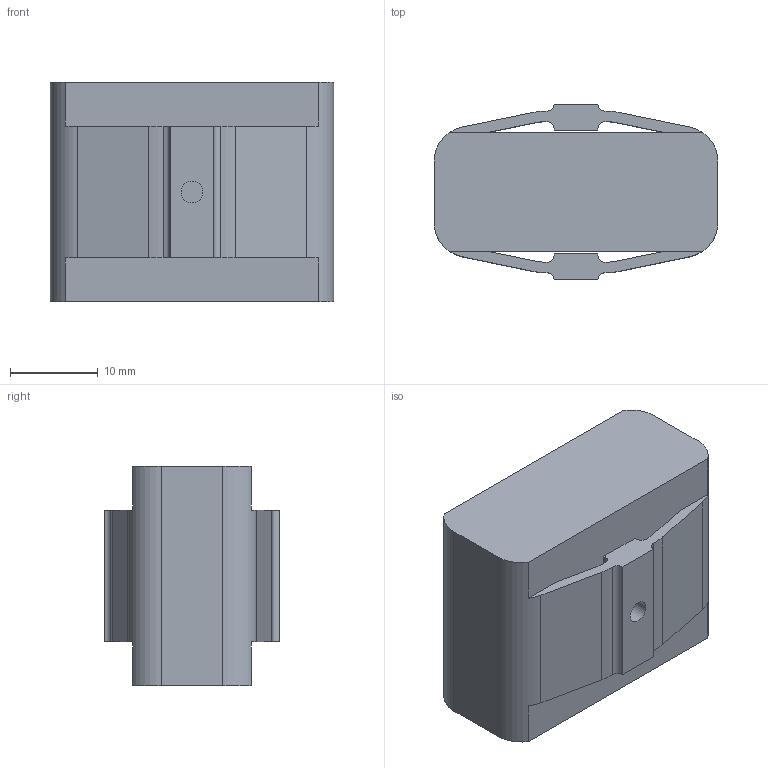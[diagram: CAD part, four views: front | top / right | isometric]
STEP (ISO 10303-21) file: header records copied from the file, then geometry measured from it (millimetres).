
FILE_DESCRIPTION (( 'STEP AP214' ), '1' );
FILE_NAME ('037957-ICD-02.STEP', '2023-11-22T15:43:51', ( '' ), ( '' ), 'SwSTEP 2.0', 'SolidWorks 2021', '' );
FILE_SCHEMA (( 'AUTOMOTIVE_DESIGN' ));
Length unit declared in the file: millimetre
Products named in the file (2): 037957-ICD-02; 037956
Assembly tree (1 placements, depth 2):
  037957-ICD-02
    037956
Bounding box: 32.29 x 20 x 25 mm (x, y, z)
Volume: 11917.2 mm3; surface area: 4521.6 mm2
Topology: 1 solids, 1 shells, 48 faces, 150 edges, 100 vertices
Faces by surface type: plane 26, cylinder 22
Full cylindrical faces by diameter (mm): 2.5 x2
Entity records: 1780 total; most frequent: DIRECTION 304, CARTESIAN_POINT 300, ORIENTED_EDGE 296, EDGE_CURVE 148, AXIS2_PLACEMENT_3D 104, VERTEX_POINT 100, VECTOR 96, LINE 96
